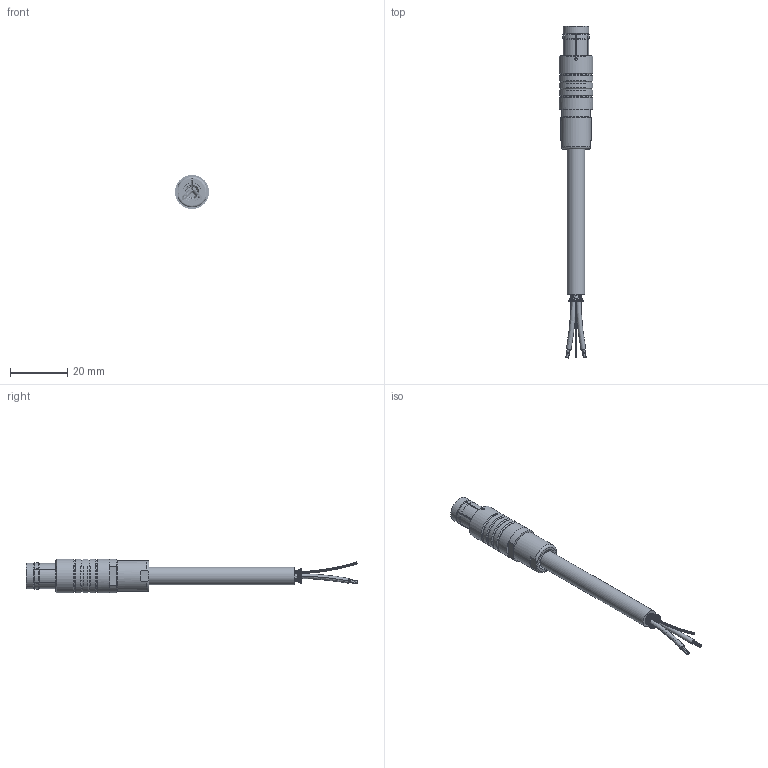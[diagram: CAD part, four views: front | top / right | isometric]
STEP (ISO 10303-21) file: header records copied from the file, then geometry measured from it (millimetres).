
FILE_DESCRIPTION(/* description */ ('(6) PIN CONNECTOR'),/* implementation_level */ '2;1');
FILE_NAME(/* name */ 'C625.stp',/* time_stamp */ '2020-05-01T14:39:51-04:00',/* author */ ('lcup'),/* organization */ (''),/* preprocessor_version */ 'ST-DEVELOPER v18',/* originating_system */ 'Autodesk Inventor 2020',/* authorisation */ '');
FILE_SCHEMA (('AUTOMOTIVE_DESIGN { 1 0 10303 214 3 1 1 }'));
Length unit declared in the file: inch
Products named in the file (8): C625; CBP10092, CAP; CBP10092, INSERT; CBP10092, INSERT2; CBP10092, BODY; CBP11084, PINS; CB103; CBP10033
Assembly tree (7 placements, depth 3):
  C625
    CBP10092, CAP
    CBP10092, INSERT
    CBP10092, INSERT2
    CBP10092, BODY
    CBP11084, PINS
    CB103
      CBP10033
Bounding box: 11.86 x 116.08 x 11.89 mm (x, y, z)
Volume: 4235.3 mm3; surface area: 6820.5 mm2
Topology: 104 solids, 104 shells, 712 faces, 1427 edges, 1009 vertices
Faces by surface type: plane 366, cylinder 180, bspline 103, cone 41, torus 21, sphere 1
Full cylindrical faces by diameter (mm): 0.127 x19, 0.203 x38, 0.762 x16, 1.168 x16, 3.353 x1, 3.988 x1, 4.115 x1, 4.142 x1, 4.267 x1, 5.842 x1, 6.223 x1, 6.985 x1, 7.061 x1, 7.62 x2, 7.95 x1, 7.976 x1, 8.382 x1, 8.941 x1, 9.22 x20, 9.779 x1, 10.82 x1, 11.176 x4, 11.862 x5
Entity records: 24577 total; most frequent: CARTESIAN_POINT 8251, DIRECTION 3527, ORIENTED_EDGE 2840, AXIS2_PLACEMENT_3D 1571, EDGE_CURVE 1420, VERTEX_POINT 1009, CIRCLE 943, EDGE_LOOP 814
